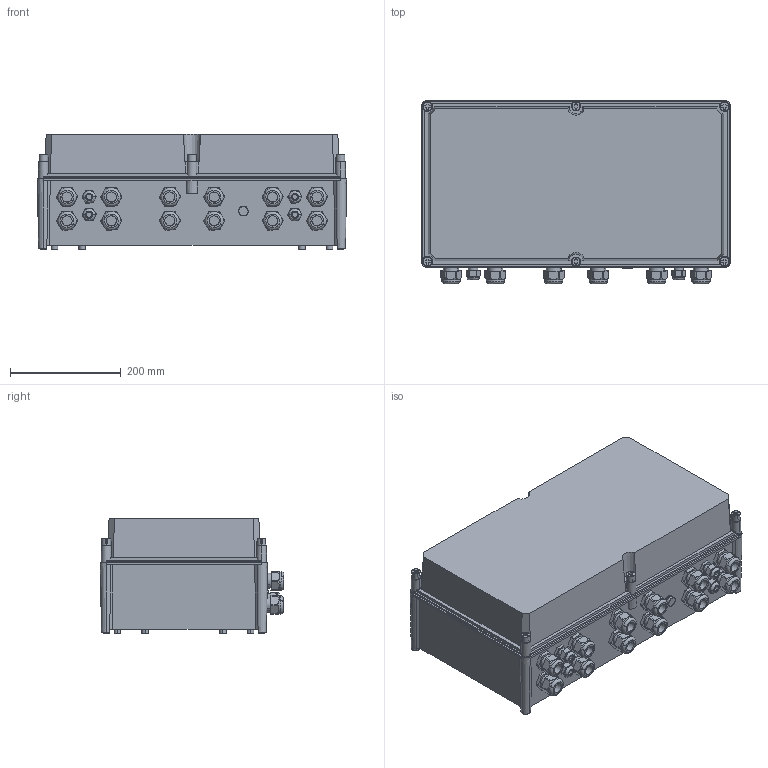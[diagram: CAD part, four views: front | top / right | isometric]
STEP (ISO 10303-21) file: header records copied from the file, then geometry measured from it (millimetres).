
FILE_DESCRIPTION(('CATIA V5 STEP Exchange','CAx-IF Rec.Pracs.--- Model Styling and Organization---1.4--- 2014-01-23'),'2;1');
FILE_NAME ('D1405522_2', '2020-01-29T07:14:38+00:00', ('none'), ('Weidmueller'), 'CATIA Version 5-6 Release 2016 SP3 HF44', 'CATIA V5 STEP AP214', 'none');
FILE_SCHEMA(('AUTOMOTIVE_DESIGN { 1 0 10303 214 1 1 1 1 }'));
Length unit declared in the file: millimetre
Products named in the file (1): 2683130000
Bounding box: 558 x 331.13 x 209 mm (x, y, z)
Volume: 30791839.2 mm3; surface area: 1165374.3 mm2
Topology: 25 solids, 25 shells, 1239 faces, 3873 edges, 2765 vertices
Faces by surface type: plane 541, cylinder 522, cone 140, torus 28, bspline 8
Entity records: 46962 total; most frequent: CARTESIAN_POINT 13605, ORIENTED_EDGE 7730, DIRECTION 4917, EDGE_CURVE 3865, VERTEX_POINT 2765, AXIS2_PLACEMENT_3D 2339, VECTOR 1661, LINE 1661
